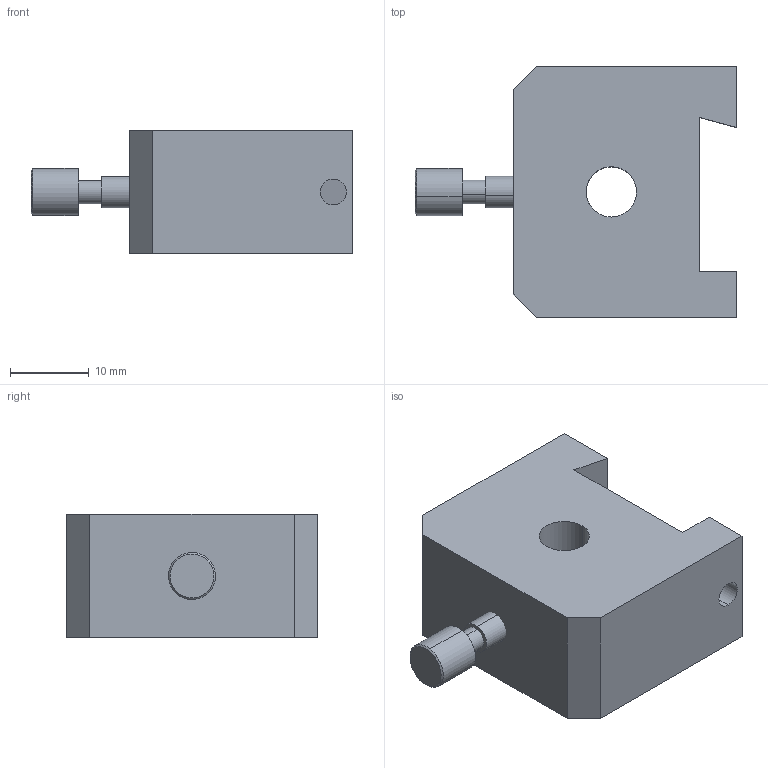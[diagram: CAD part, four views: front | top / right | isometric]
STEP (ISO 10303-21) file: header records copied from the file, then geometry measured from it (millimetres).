
FILE_DESCRIPTION (( 'STEP AP203' ), '1' );
FILE_NAME ('MF-FC.STEP', '2020-02-28T01:50:49', ( '微软用户' ), ( '微软中国' ), 'SwSTEP 2.0', 'SolidWorks 2016', '' );
FILE_SCHEMA (( 'CONFIG_CONTROL_DESIGN' ));
Length unit declared in the file: millimetre
Products named in the file (1): MF-FC
Bounding box: 41 x 32 x 15.7 mm (x, y, z)
Volume: 12454.8 mm3; surface area: 4376.4 mm2
Topology: 2 solids, 2 shells, 30 faces, 71 edges, 46 vertices
Faces by surface type: plane 16, cylinder 12, cone 2
Entity records: 1004 total; most frequent: CARTESIAN_POINT 202, DIRECTION 155, ORIENTED_EDGE 142, EDGE_CURVE 71, AXIS2_PLACEMENT_3D 55, VERTEX_POINT 46, VECTOR 45, LINE 45
